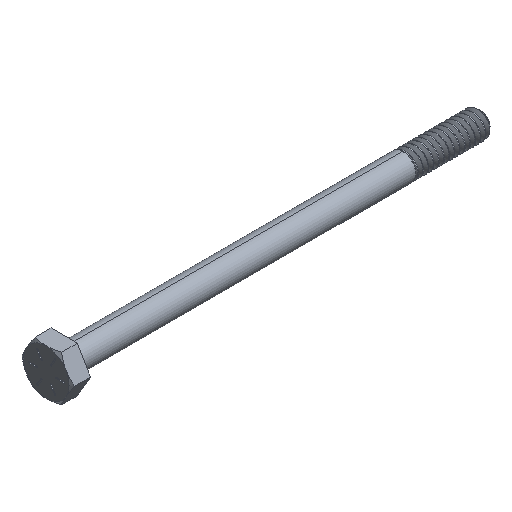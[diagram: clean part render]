
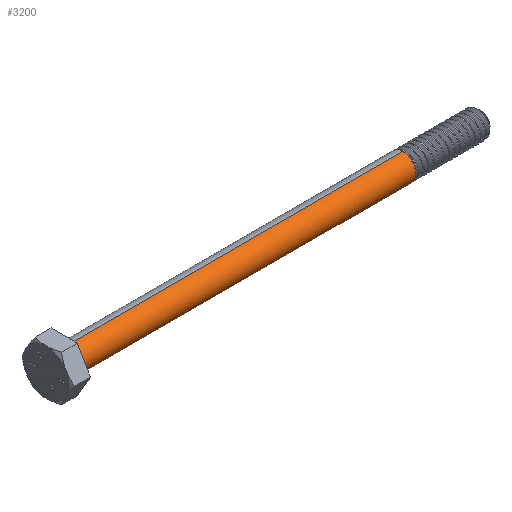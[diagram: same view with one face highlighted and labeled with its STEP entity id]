
A CAD part, isometric view. The second image highlights one B-rep face of the part: STEP entity #3200.
In plain terms, the highlighted cylindrical face has radius 3.175 mm (diameter 6.35 mm), a partial arc.
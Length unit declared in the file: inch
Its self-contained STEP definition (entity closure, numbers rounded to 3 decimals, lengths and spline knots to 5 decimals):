
#38 = CIRCLE ( 'NONE', #1414, 0.125 ) ;
#325 = CARTESIAN_POINT ( 'NONE',  ( -1.91406, 0., 0. ) ) ;
#326 = DIRECTION ( 'NONE',  ( 1., 0., 0. ) ) ;
#332 = DIRECTION ( 'NONE',  ( 0., 0., -1. ) ) ;
#719 = LINE ( 'NONE', #4278, #769 ) ;
#769 = VECTOR ( 'NONE', #4277, 39.37008 ) ;
#775 = CIRCLE ( 'NONE', #1417, 0.125 ) ;
#810 = CARTESIAN_POINT ( 'NONE',  ( -1.91406, 0., 0.125 ) ) ;
#814 = DIRECTION ( 'NONE',  ( 1., 0., 0. ) ) ;
#818 = CIRCLE ( 'NONE', #1415, 0.125 ) ;
#999 = VERTEX_POINT ( 'NONE', #2162 ) ;
#1007 = VERTEX_POINT ( 'NONE', #2155 ) ;
#1014 = VERTEX_POINT ( 'NONE', #2148 ) ;
#1015 = VERTEX_POINT ( 'NONE', #2147 ) ;
#1019 = VERTEX_POINT ( 'NONE', #2143 ) ;
#1149 = EDGE_CURVE ( 'NONE', #1019, #1007, #818, .T. ) ;
#1158 = EDGE_CURVE ( 'NONE', #1014, #1015, #38, .T. ) ;
#1165 = EDGE_CURVE ( 'NONE', #1015, #1019, #719, .T. ) ;
#1175 = EDGE_CURVE ( 'NONE', #1007, #999, #775, .T. ) ;
#1414 = AXIS2_PLACEMENT_3D ( 'NONE', #2453, #2451, #2463 ) ;
#1415 = AXIS2_PLACEMENT_3D ( 'NONE', #4937, #4924, #4879 ) ;
#1417 = AXIS2_PLACEMENT_3D ( 'NONE', #4978, #4972, #4971 ) ;
#1430 = AXIS2_PLACEMENT_3D ( 'NONE', #325, #326, #332 ) ;
#1916 = ORIENTED_EDGE ( 'NONE', *, *, #5250, .F. ) ;
#2042 = EDGE_LOOP ( 'NONE', ( #1916, #3707, #3742, #3821, #3842 ) ) ;
#2143 = CARTESIAN_POINT ( 'NONE',  ( 1.33594, 0., -0.125 ) ) ;
#2147 = CARTESIAN_POINT ( 'NONE',  ( -1.91406, 0., -0.125 ) ) ;
#2148 = CARTESIAN_POINT ( 'NONE',  ( -1.91406, 0., 0.125 ) ) ;
#2155 = CARTESIAN_POINT ( 'NONE',  ( 1.33594, -0.125, 0. ) ) ;
#2162 = CARTESIAN_POINT ( 'NONE',  ( 1.33594, 0., 0.125 ) ) ;
#2451 = DIRECTION ( 'NONE',  ( 1., 0., 0. ) ) ;
#2453 = CARTESIAN_POINT ( 'NONE',  ( -1.91406, 0., 0. ) ) ;
#2463 = DIRECTION ( 'NONE',  ( 0., 0., 1. ) ) ;
#3200 = ADVANCED_FACE ( 'NONE', ( #4311 ), #4320, .T. ) ;
#3707 = ORIENTED_EDGE ( 'NONE', *, *, #1158, .T. ) ;
#3742 = ORIENTED_EDGE ( 'NONE', *, *, #1165, .T. ) ;
#3821 = ORIENTED_EDGE ( 'NONE', *, *, #1149, .T. ) ;
#3842 = ORIENTED_EDGE ( 'NONE', *, *, #1175, .T. ) ;
#4277 = DIRECTION ( 'NONE',  ( 1., 0., 0. ) ) ;
#4278 = CARTESIAN_POINT ( 'NONE',  ( -1.91406, 0., -0.125 ) ) ;
#4311 = FACE_OUTER_BOUND ( 'NONE', #2042, .T. ) ;
#4320 = CYLINDRICAL_SURFACE ( 'NONE', #1430, 0.125 ) ;
#4501 = LINE ( 'NONE', #810, #4502 ) ;
#4502 = VECTOR ( 'NONE', #814, 39.37008 ) ;
#4879 = DIRECTION ( 'NONE',  ( 0., -1., 0. ) ) ;
#4924 = DIRECTION ( 'NONE',  ( -1., 0., 0. ) ) ;
#4937 = CARTESIAN_POINT ( 'NONE',  ( 1.33594, 0., 0. ) ) ;
#4971 = DIRECTION ( 'NONE',  ( 0., -1., 0. ) ) ;
#4972 = DIRECTION ( 'NONE',  ( -1., 0., 0. ) ) ;
#4978 = CARTESIAN_POINT ( 'NONE',  ( 1.33594, 0., 0. ) ) ;
#5250 = EDGE_CURVE ( 'NONE', #1014, #999, #4501, .T. ) ;
